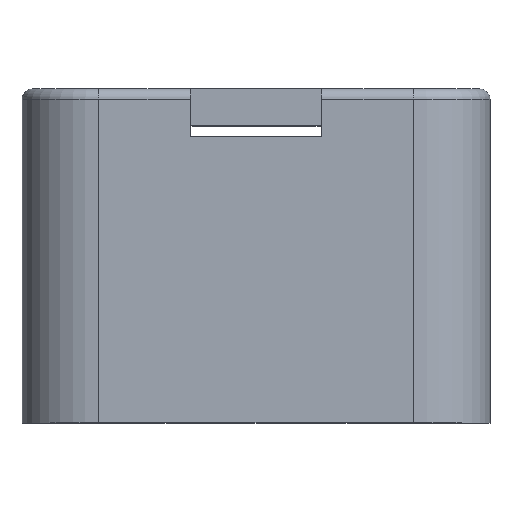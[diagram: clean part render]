
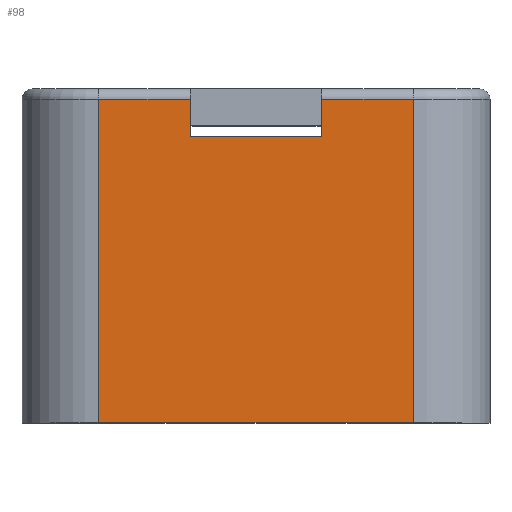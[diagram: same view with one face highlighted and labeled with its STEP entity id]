
A CAD part, top view. The second image highlights one B-rep face of the part: STEP entity #98.
In plain terms, the highlighted planar face has unit normal (0, 0, 1).
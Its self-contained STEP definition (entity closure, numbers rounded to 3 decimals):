
#27=CARTESIAN_POINT('',(59.75,-3.139,55.339));
#28=DIRECTION('',(-0.,0.,1.));
#29=DIRECTION('',(-1.,-0.,-0.));
#30=AXIS2_PLACEMENT_3D('',#27,#28,#29);
#31=PLANE('',#30);
#32=CARTESIAN_POINT('',(53.5,-45.839,55.339));
#33=VERTEX_POINT('',#32);
#34=CARTESIAN_POINT('',(53.5,-1.539,55.339));
#35=VERTEX_POINT('',#34);
#36=CARTESIAN_POINT('',(53.5,-45.839,55.339));
#37=DIRECTION('',(0.,1.,-0.));
#38=VECTOR('',#37,44.3);
#39=LINE('',#36,#38);
#40=EDGE_CURVE('',#33,#35,#39,.T.);
#41=ORIENTED_EDGE('',*,*,#40,.T.);
#42=CARTESIAN_POINT('',(41.,-1.539,55.339));
#43=VERTEX_POINT('',#42);
#44=CARTESIAN_POINT('',(53.5,-1.539,55.339));
#45=DIRECTION('',(-1.,-0.,-0.));
#46=VECTOR('',#45,12.5);
#47=LINE('',#44,#46);
#48=EDGE_CURVE('',#35,#43,#47,.T.);
#49=ORIENTED_EDGE('',*,*,#48,.T.);
#50=CARTESIAN_POINT('',(41.,-6.639,55.339));
#51=VERTEX_POINT('',#50);
#52=CARTESIAN_POINT('',(41.,-6.639,55.339));
#53=DIRECTION('',(0.,1.,-0.));
#54=VECTOR('',#53,5.1);
#55=LINE('',#52,#54);
#56=EDGE_CURVE('',#51,#43,#55,.T.);
#57=ORIENTED_EDGE('',*,*,#56,.F.);
#58=CARTESIAN_POINT('',(23.,-6.639,55.339));
#59=VERTEX_POINT('',#58);
#60=CARTESIAN_POINT('',(23.,-6.639,55.339));
#61=DIRECTION('',(1.,0.,0.));
#62=VECTOR('',#61,18.);
#63=LINE('',#60,#62);
#64=EDGE_CURVE('',#59,#51,#63,.T.);
#65=ORIENTED_EDGE('',*,*,#64,.F.);
#66=CARTESIAN_POINT('',(23.,-1.539,55.339));
#67=VERTEX_POINT('',#66);
#68=CARTESIAN_POINT('',(23.,-6.639,55.339));
#69=DIRECTION('',(0.,1.,-0.));
#70=VECTOR('',#69,5.1);
#71=LINE('',#68,#70);
#72=EDGE_CURVE('',#59,#67,#71,.T.);
#73=ORIENTED_EDGE('',*,*,#72,.T.);
#74=CARTESIAN_POINT('',(10.5,-1.539,55.339));
#75=VERTEX_POINT('',#74);
#76=CARTESIAN_POINT('',(23.,-1.539,55.339));
#77=DIRECTION('',(-1.,-0.,-0.));
#78=VECTOR('',#77,12.5);
#79=LINE('',#76,#78);
#80=EDGE_CURVE('',#67,#75,#79,.T.);
#81=ORIENTED_EDGE('',*,*,#80,.T.);
#82=CARTESIAN_POINT('',(10.5,-45.839,55.339));
#83=VERTEX_POINT('',#82);
#84=CARTESIAN_POINT('',(10.5,-1.539,55.339));
#85=DIRECTION('',(-0.,-1.,0.));
#86=VECTOR('',#85,44.3);
#87=LINE('',#84,#86);
#88=EDGE_CURVE('',#75,#83,#87,.T.);
#89=ORIENTED_EDGE('',*,*,#88,.T.);
#90=CARTESIAN_POINT('',(53.5,-45.839,55.339));
#91=DIRECTION('',(-1.,0.,-0.));
#92=VECTOR('',#91,43.);
#93=LINE('',#90,#92);
#94=EDGE_CURVE('',#33,#83,#93,.T.);
#95=ORIENTED_EDGE('',*,*,#94,.F.);
#96=EDGE_LOOP('',(#41,#49,#57,#65,#73,#81,#89,#95));
#97=FACE_BOUND('',#96,.T.);
#98=ADVANCED_FACE('',(#97),#31,.T.);
